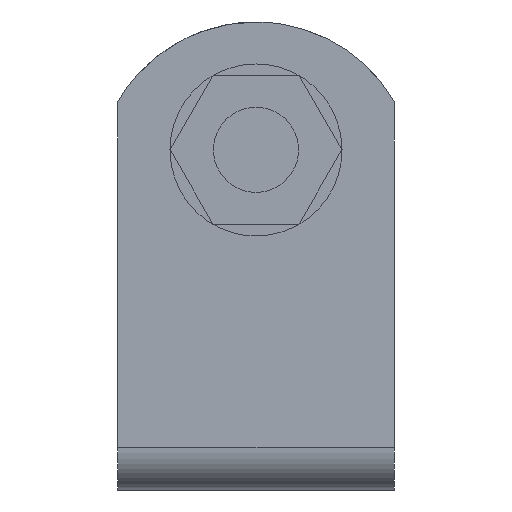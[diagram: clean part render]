
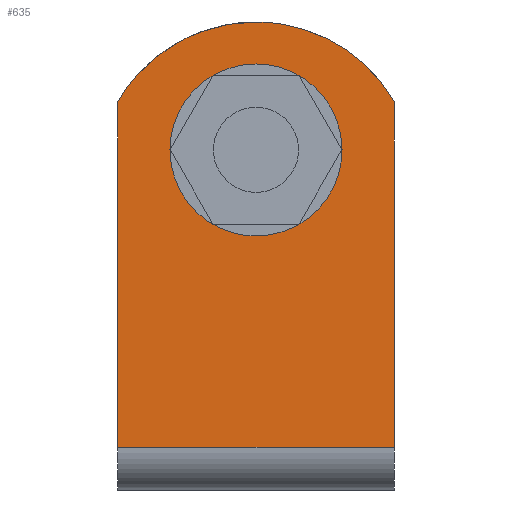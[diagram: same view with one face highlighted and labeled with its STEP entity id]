
A CAD part, left-side view. The second image highlights one B-rep face of the part: STEP entity #635.
In plain terms, the highlighted planar face has unit normal (-1, 0, 0).
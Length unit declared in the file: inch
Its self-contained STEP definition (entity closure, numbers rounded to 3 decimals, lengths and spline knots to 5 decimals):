
#287=EDGE_CURVE('',#730,#731,#732,.T.);
#323=EDGE_CURVE('',#730,#792,#793,.T.);
#429=EDGE_CURVE('',#923,#956,#957,.T.);
#547=EDGE_CURVE('',#956,#1101,#1102,.T.);
#579=EDGE_CURVE('',#731,#923,#1139,.T.);
#613=EDGE_CURVE('',#1101,#792,#1177,.T.);
#635=ADVANCED_FACE('',(#1203),#1204,.T.);
#730=VERTEX_POINT('',#1338);
#731=VERTEX_POINT('',#1339);
#732=LINE('',#1340,#1341);
#792=VERTEX_POINT('',#1438);
#793=LINE('',#1439,#1440);
#923=VERTEX_POINT('',#1730);
#956=VERTEX_POINT('',#1789);
#957=B_SPLINE_CURVE_WITH_KNOTS('',3,(#1790,#1791,#1792,#1793),.UNSPECIFIED.,.F.,.F.,(4,4),(-1.0,-0.0),.UNSPECIFIED.);
#1101=VERTEX_POINT('',#2118);
#1102=B_SPLINE_CURVE_WITH_KNOTS('',3,(#2119,#2120,#2121,#2122),.UNSPECIFIED.,.F.,.F.,(4,4),(-1.0,-0.0),.UNSPECIFIED.);
#1139=LINE('',#2214,#2215);
#1177=ELLIPSE('',#2285,0.46806,0.46725);
#1203=FACE_OUTER_BOUND('',#2345,.T.);
#1204=PLANE('',#2346);
#1338=CARTESIAN_POINT('',(-0.12503,0.8125,0.12503));
#1339=CARTESIAN_POINT('',(-0.12503,0.,0.12503));
#1340=CARTESIAN_POINT('',(-0.12503,0.8125,0.12503));
#1341=VECTOR('',#2414,1.0);
#1438=CARTESIAN_POINT('',(-0.12503,0.8125,1.14039));
#1439=CARTESIAN_POINT('',(-0.12503,0.8125,0.12503));
#1440=VECTOR('',#2461,1.0);
#1730=CARTESIAN_POINT('',(-0.12503,0.,1.1404));
#1789=CARTESIAN_POINT('',(-0.12503,0.40668,1.37533));
#1790=CARTESIAN_POINT('',(-0.12503,-0.00003,1.14034));
#1791=CARTESIAN_POINT('',(-0.12503,0.12912,1.36472));
#1792=CARTESIAN_POINT('',(-0.12503,0.41574,1.44191));
#1793=CARTESIAN_POINT('',(-0.12503,0.64012,1.31275));
#2118=CARTESIAN_POINT('',(-0.12503,0.64012,1.31275));
#2119=CARTESIAN_POINT('',(-0.12503,-0.00003,1.14034));
#2120=CARTESIAN_POINT('',(-0.12503,0.12912,1.36472));
#2121=CARTESIAN_POINT('',(-0.12503,0.41574,1.44191));
#2122=CARTESIAN_POINT('',(-0.12503,0.64012,1.31275));
#2214=CARTESIAN_POINT('',(-0.12503,0.,0.12503));
#2215=VECTOR('',#2785,1.0);
#2285=AXIS2_PLACEMENT_3D('',#2827,#2828,#2829);
#2345=EDGE_LOOP('',(#2858,#2859,#2860,#2861,#2862,#2863));
#2346=AXIS2_PLACEMENT_3D('',#2864,#2865,#2866);
#2414=DIRECTION('',(0.0,-1.0,0.0));
#2461=DIRECTION('',(0.0,0.0,1.0));
#2785=DIRECTION('',(0.0,0.0,1.0));
#2827=CARTESIAN_POINT('',(-0.12503,0.4075,0.90737));
#2828=DIRECTION('',(-1.0,0.0,0.0));
#2829=DIRECTION('',(0.0,-0.584,0.812));
#2858=ORIENTED_EDGE('',*,*,#613,.T.);
#2859=ORIENTED_EDGE('',*,*,#323,.F.);
#2860=ORIENTED_EDGE('',*,*,#287,.T.);
#2861=ORIENTED_EDGE('',*,*,#579,.T.);
#2862=ORIENTED_EDGE('',*,*,#429,.T.);
#2863=ORIENTED_EDGE('',*,*,#547,.T.);
#2864=CARTESIAN_POINT('',(-0.12503,0.8125,0.75018));
#2865=DIRECTION('',(-1.0,0.0,0.0));
#2866=DIRECTION('',(0.0,0.0,-1.0));
